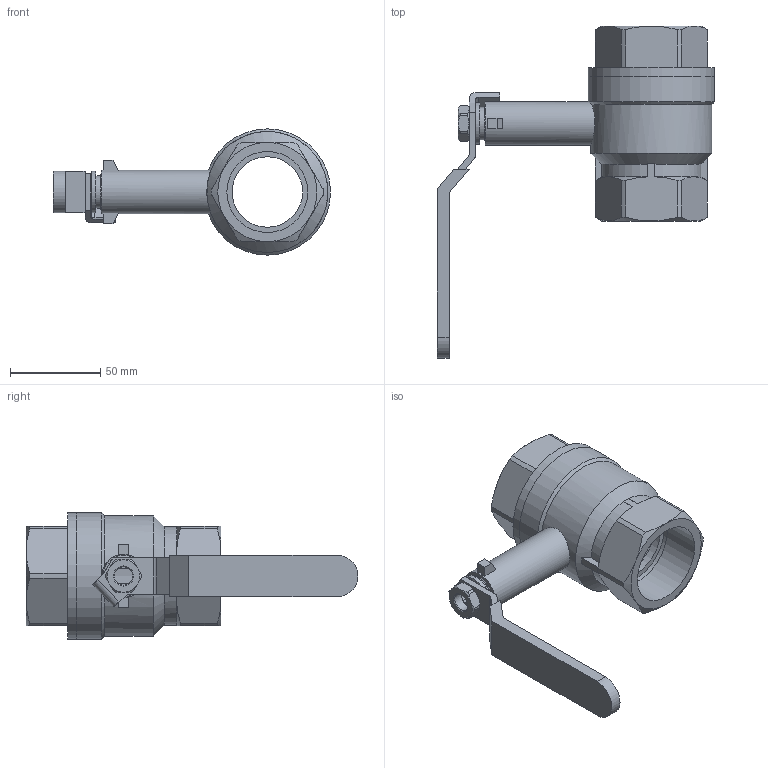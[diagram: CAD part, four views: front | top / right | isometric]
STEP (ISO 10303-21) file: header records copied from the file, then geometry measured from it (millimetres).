
FILE_DESCRIPTION(/* description */ ('Unknown'),/* implementation_level */ '2;1');
FILE_NAME(/* name */ '758-08',/* time_stamp */ '2022-08-09T08:52:05+02:00',/* author */ ('Unknown'),/* organization */ ('Unknown'),/* preprocessor_version */ 'ST-DEVELOPER v16.7',/* originating_system */ 'Solid Edge',/* authorisation */ 'Unknown');
FILE_SCHEMA (('AUTOMOTIVE_DESIGN {1 0 10303 214 3 1 1}'));
Length unit declared in the file: millimetre
Products named in the file (8): 758-08_1 1_2_DN40; Einschraubteil 758-08-002_1 1_2; Körper 758-08-001_1 1_2; Stopfbuchse 758-07_1 1_4; Stahlgriff .032-040; Stahlgriff ; Stahlgriff Ummantelung ; M12-niedrig
Assembly tree (7 placements, depth 3):
  758-08_1 1_2_DN40
    Einschraubteil 758-08-002_1 1_2
    Körper 758-08-001_1 1_2
    Stopfbuchse 758-07_1 1_4
    Stahlgriff .032-040
      Stahlgriff 
      Stahlgriff Ummantelung 
    M12-niedrig
Bounding box: 153.5 x 183.89 x 70 mm (x, y, z)
Volume: 146333.9 mm3; surface area: 80155.6 mm2
Topology: 6 solids, 6 shells, 207 faces, 498 edges, 317 vertices
Faces by surface type: plane 101, cylinder 58, cone 48
Full cylindrical faces by diameter (mm): 10.106 x1, 13.1 x1, 15 x1, 16 x1, 18 x1, 18.376 x2, 20 x1, 23 x1, 24 x1, 39 x2, 44.845 x4, 49 x2, 61.5 x1, 63 x2, 64 x1, 67 x1, 70 x2
Entity records: 7128 total; most frequent: CARTESIAN_POINT 1264, DIRECTION 953, ORIENTED_EDGE 892, EDGE_CURVE 446, AXIS2_PLACEMENT_3D 376, VERTEX_POINT 304, EDGE_LOOP 272, FACE_BOUND 272
